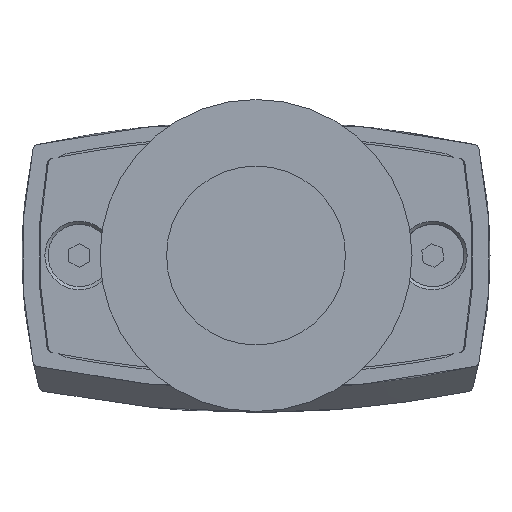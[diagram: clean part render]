
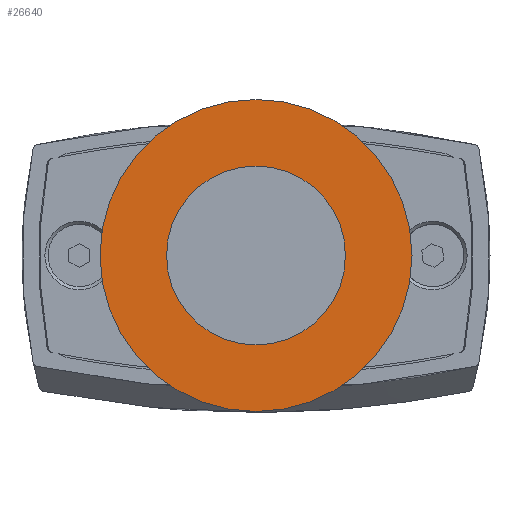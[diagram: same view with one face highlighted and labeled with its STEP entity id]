
A CAD part, front view. The second image highlights one B-rep face of the part: STEP entity #26640.
In plain terms, the highlighted planar face has unit normal (0, -1, 0).
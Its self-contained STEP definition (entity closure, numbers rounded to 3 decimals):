
#26014=CARTESIAN_POINT('',(0.,-30.7,15.0));
#26015=VERTEX_POINT('',#26014);
#26016=CARTESIAN_POINT('',(0.,-30.7,0.));
#26017=DIRECTION('',(0.0,-1.0,0.0));
#26018=DIRECTION('',(0.0,0.0,1.0));
#26019=AXIS2_PLACEMENT_3D('',#26016,#26017,#26018);
#26020=CIRCLE('',#26019,15.0);
#26021=EDGE_CURVE('',#26015,#26015,#26020,.T.);
#26621=CARTESIAN_POINT('',(0.,-30.7,11.8));
#26622=DIRECTION('',(0.0,-1.0,0.0));
#26623=DIRECTION('',(1.0,0.0,0.0));
#26624=AXIS2_PLACEMENT_3D('',#26621,#26622,#26623);
#26625=PLANE('',#26624);
#26626=ORIENTED_EDGE('',*,*,#26021,.T.);
#26627=EDGE_LOOP('',(#26626));
#26628=FACE_OUTER_BOUND('',#26627,.T.);
#26629=CARTESIAN_POINT('',(0.,-30.7,8.6));
#26630=VERTEX_POINT('',#26629);
#26631=CARTESIAN_POINT('',(0.,-30.7,0.));
#26632=DIRECTION('',(0.0,-1.0,0.0));
#26633=DIRECTION('',(0.0,0.0,1.0));
#26634=AXIS2_PLACEMENT_3D('',#26631,#26632,#26633);
#26635=CIRCLE('',#26634,8.6);
#26636=EDGE_CURVE('',#26630,#26630,#26635,.T.);
#26637=ORIENTED_EDGE('',*,*,#26636,.F.);
#26638=EDGE_LOOP('',(#26637));
#26639=FACE_BOUND('',#26638,.T.);
#26640=ADVANCED_FACE('',(#26628,#26639),#26625,.T.);
